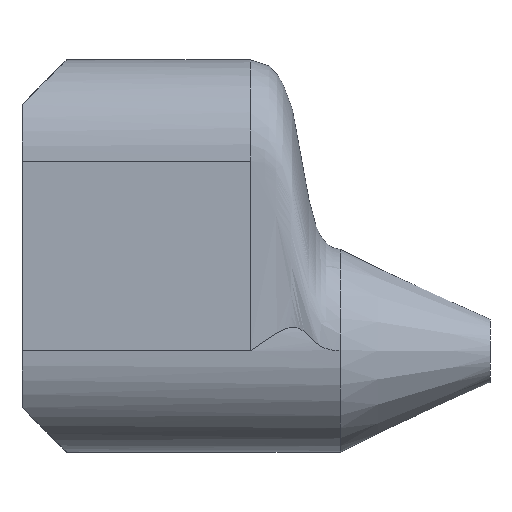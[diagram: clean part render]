
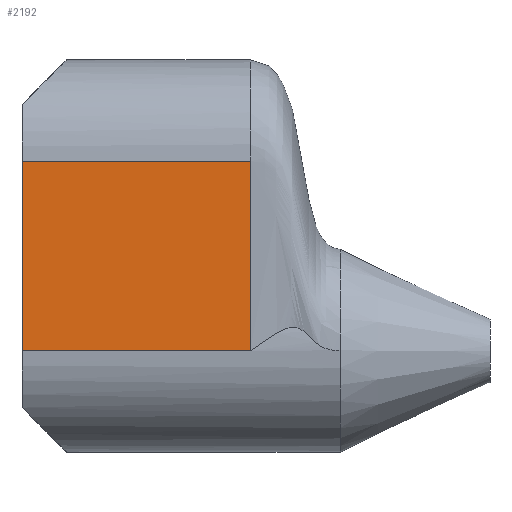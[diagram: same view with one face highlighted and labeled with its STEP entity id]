
A CAD part, front view. The second image highlights one B-rep face of the part: STEP entity #2192.
In plain terms, the highlighted planar face has unit normal (0, -1, 0).
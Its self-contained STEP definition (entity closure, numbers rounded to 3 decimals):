
#92=PLANE('',#2388);
#159=LINE('',#8009,#221);
#161=LINE('',#8731,#223);
#162=LINE('',#8732,#224);
#163=LINE('',#8733,#225);
#221=VECTOR('',#2756,1.);
#223=VECTOR('',#2770,1.);
#224=VECTOR('',#2771,1.);
#225=VECTOR('',#2772,1.);
#382=FACE_OUTER_BOUND('',#520,.T.);
#520=EDGE_LOOP('',(#1952,#1953,#1954,#1955));
#1009=VERTEX_POINT('',#7922);
#1010=VERTEX_POINT('',#8008);
#1013=VERTEX_POINT('',#8729);
#1014=VERTEX_POINT('',#8730);
#1329=EDGE_CURVE('',#1010,#1009,#159,.T.);
#1337=EDGE_CURVE('',#1013,#1014,#161,.T.);
#1338=EDGE_CURVE('',#1010,#1014,#162,.T.);
#1339=EDGE_CURVE('',#1009,#1013,#163,.T.);
#1952=ORIENTED_EDGE('',*,*,#1337,.T.);
#1953=ORIENTED_EDGE('',*,*,#1338,.F.);
#1954=ORIENTED_EDGE('',*,*,#1329,.T.);
#1955=ORIENTED_EDGE('',*,*,#1339,.T.);
#2192=ADVANCED_FACE('',(#382),#92,.T.);
#2388=AXIS2_PLACEMENT_3D('',#8728,#2768,#2769);
#2756=DIRECTION('',(0.,0.,1.));
#2768=DIRECTION('center_axis',(0.,-1.,0.));
#2769=DIRECTION('ref_axis',(0.,0.,1.));
#2770=DIRECTION('',(0.,0.,-1.));
#2771=DIRECTION('',(-1.,0.,0.));
#2772=DIRECTION('',(-1.,0.,0.));
#7922=CARTESIAN_POINT('',(30.048,37.493,0.42));
#8008=CARTESIAN_POINT('',(30.048,37.493,0.));
#8009=CARTESIAN_POINT('',(30.048,37.493,0.));
#8728=CARTESIAN_POINT('Origin',(29.543,37.493,0.42));
#8729=CARTESIAN_POINT('',(29.542,37.493,0.42));
#8730=CARTESIAN_POINT('',(29.542,37.493,0.));
#8731=CARTESIAN_POINT('',(29.542,37.493,0.42));
#8732=CARTESIAN_POINT('',(30.043,37.493,0.));
#8733=CARTESIAN_POINT('',(30.043,37.493,0.42));
